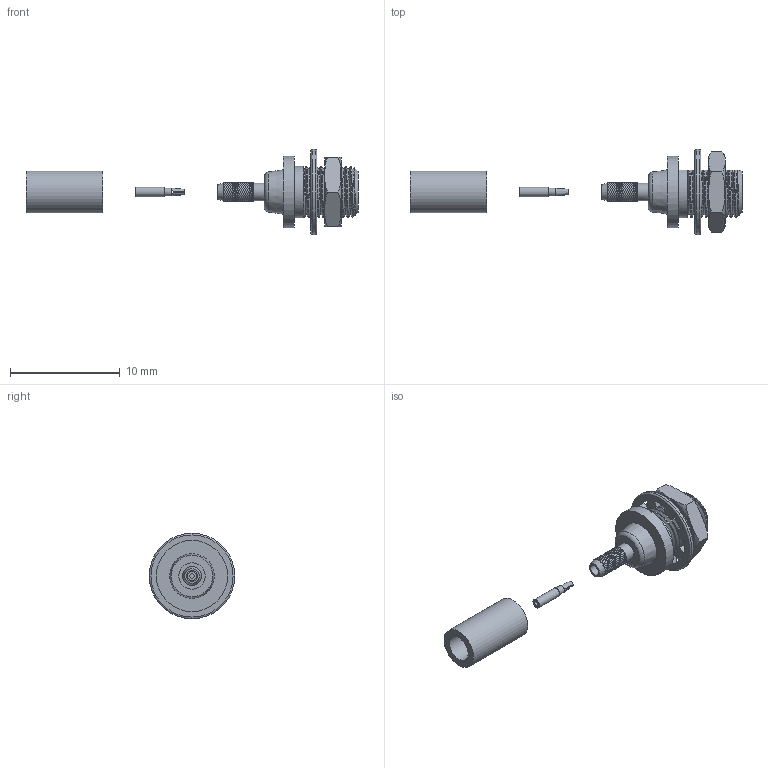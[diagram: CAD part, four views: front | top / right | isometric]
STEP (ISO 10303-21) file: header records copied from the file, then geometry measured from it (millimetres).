
FILE_DESCRIPTION(/* description */ ('Unknown'),/* implementation_level */ '2;1');
FILE_NAME(/* name */ '66026421110420',/* time_stamp */ '2019-03-21T17:22:55+01:00',/* author */ ('Unknown'),/* organization */ ('Unknown'),/* preprocessor_version */ 'ST-DEVELOPER v16.7',/* originating_system */ 'DEX',/* authorisation */ $);
FILE_SCHEMA (('AUTOMOTIVE_DESIGN {1 0 10303 214 3 1 1}'));
Products named in the file (1): 66026421110420
Bounding box: 30.3 x 7.8 x 7.8 mm (x, y, z)
Volume: 210.9 mm3; surface area: 686.5 mm2
Topology: 5 solids, 5 shells, 2837 faces, 5946 edges, 3090 vertices
Faces by surface type: bspline 2075, cylinder 603, plane 140, cone 14, torus 5
Full cylindrical faces by diameter (mm): 0.4 x1, 0.7 x2, 0.85 x1, 1 x1, 1.5 x1, 1.56 x1, 1.6 x1, 2.4 x1, 2.7 x1, 2.9 x1, 3.06 x1, 3.8 x1, 6.5 x1, 7.8 x1
Entity records: 156764 total; most frequent: CARTESIAN_POINT 100741, ORIENTED_EDGE 11792, EDGE_CURVE 5896, VERTEX_POINT 3072, EDGE_LOOP 2888, FACE_BOUND 2888, ADVANCED_FACE 2837, STYLED_ITEM 2767
